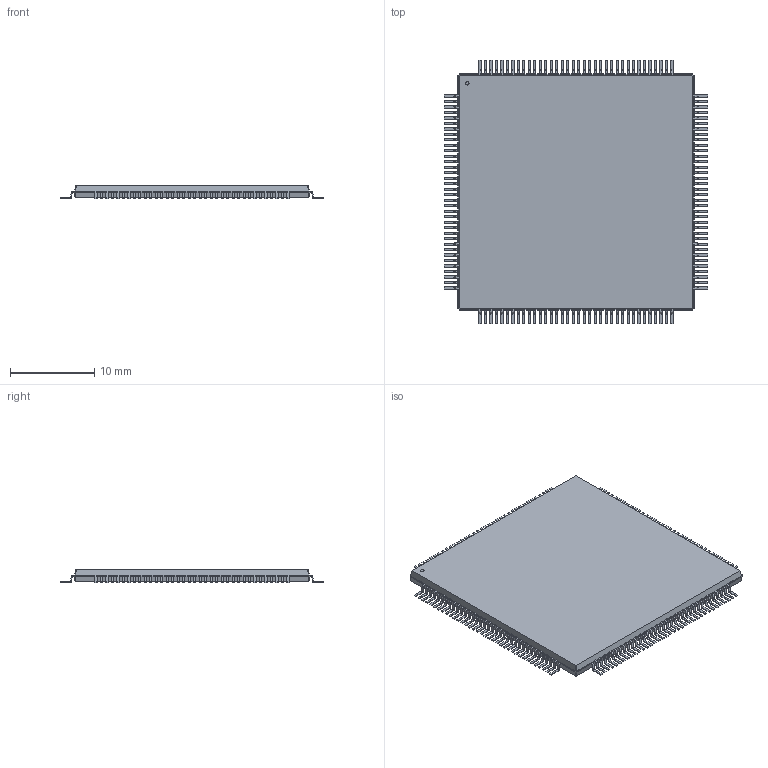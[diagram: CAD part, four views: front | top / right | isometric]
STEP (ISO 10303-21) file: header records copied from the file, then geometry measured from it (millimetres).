
FILE_DESCRIPTION(/* description */ ('model of PQFP-144_28x28mm_P0.65mm'),/* implementation_level */ '2;1');
FILE_NAME(/* name */ 'PQFP-144_28x28mm_P0.65mm.step',/* time_stamp */ '1970-01-01T00:00:00',/* author */ ('KiCAD','kicad'),/* organization */ ('OCCT'),/* preprocessor_version */ '',/* originating_system */ 'KiCAD',/* authorisation */ '');
FILE_SCHEMA(('AUTOMOTIVE_DESIGN { 1 0 10303 214 1 1 1 1 }'));
Length unit declared in the file: millimetre
Products named in the file (1): PQFP-144_28x28mm_P0.65mm
Bounding box: 31.25 x 31.25 x 1.6 mm (x, y, z)
Volume: 1166.8 mm3; surface area: 1934.4 mm2
Topology: 1 solids, 1 shells, 2187 faces, 5969 edges, 3785 vertices
Faces by surface type: plane 1595, cylinder 576, bspline 16
Entity records: 43778 total; most frequent: ORIENTED_EDGE 10201, EDGE_CURVE 5969, CARTESIAN_POINT 5228, VERTEX_POINT 3785, LINE 3784, AXIS2_PLACEMENT_3D 2858, FACE_BOUND 2188, ADVANCED_FACE 2187
